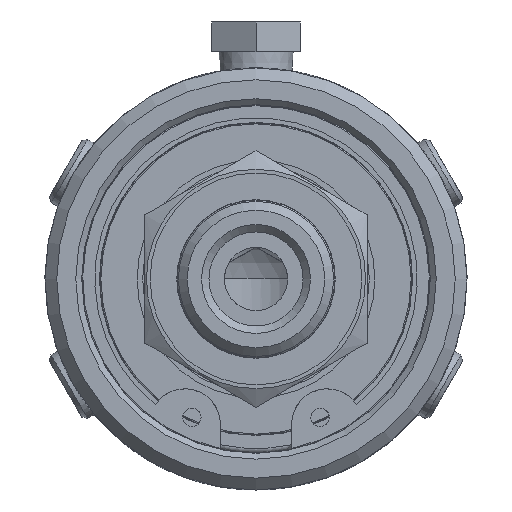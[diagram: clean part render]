
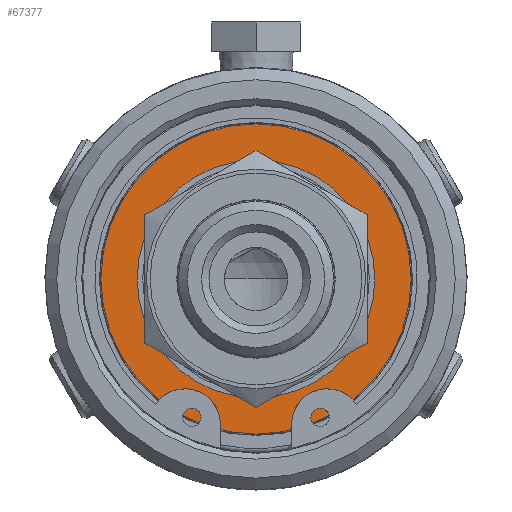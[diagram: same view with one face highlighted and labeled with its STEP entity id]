
A CAD part, left-side view. The second image highlights one B-rep face of the part: STEP entity #67377.
In plain terms, the highlighted planar face has unit normal (-1, 0, 0).
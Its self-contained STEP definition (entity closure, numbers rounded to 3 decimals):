
#67346=CARTESIAN_POINT('',(38.085,0.,-20.95));
#67347=VERTEX_POINT('',#67346);
#67348=CARTESIAN_POINT('',(38.085,0.,0.));
#67349=DIRECTION('',(1.0,0.0,0.0));
#67350=DIRECTION('',(0.0,0.0,-1.0));
#67351=AXIS2_PLACEMENT_3D('',#67348,#67349,#67350);
#67352=CIRCLE('',#67351,20.95);
#67353=EDGE_CURVE('',#67347,#67347,#67352,.T.);
#67358=CARTESIAN_POINT('',(38.085,0.,-18.5));
#67359=DIRECTION('',(-1.0,0.0,0.0));
#67360=DIRECTION('',(0.0,0.0,1.0));
#67361=AXIS2_PLACEMENT_3D('',#67358,#67359,#67360);
#67362=PLANE('',#67361);
#67363=ORIENTED_EDGE('',*,*,#67353,.F.);
#67364=EDGE_LOOP('',(#67363));
#67365=FACE_OUTER_BOUND('',#67364,.T.);
#67366=CARTESIAN_POINT('',(38.085,0.,-16.05));
#67367=VERTEX_POINT('',#67366);
#67368=CARTESIAN_POINT('',(38.085,0.,0.));
#67369=DIRECTION('',(1.0,0.0,0.0));
#67370=DIRECTION('',(0.0,0.0,-1.0));
#67371=AXIS2_PLACEMENT_3D('',#67368,#67369,#67370);
#67372=CIRCLE('',#67371,16.05);
#67373=EDGE_CURVE('',#67367,#67367,#67372,.T.);
#67374=ORIENTED_EDGE('',*,*,#67373,.T.);
#67375=EDGE_LOOP('',(#67374));
#67376=FACE_BOUND('',#67375,.T.);
#67377=ADVANCED_FACE('',(#67365,#67376),#67362,.T.);
